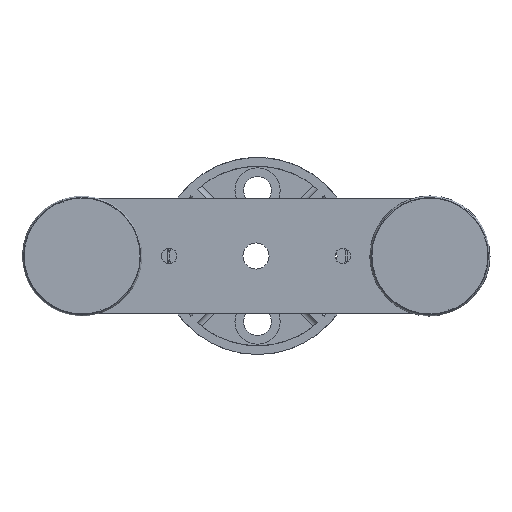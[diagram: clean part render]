
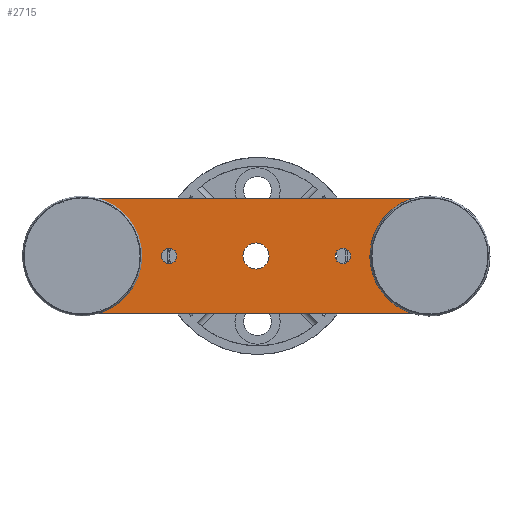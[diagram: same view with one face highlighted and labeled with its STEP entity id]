
A CAD part, front view. The second image highlights one B-rep face of the part: STEP entity #2715.
In plain terms, the highlighted planar face has unit normal (0, -1, 0).
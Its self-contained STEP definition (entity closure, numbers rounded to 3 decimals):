
#220 = EDGE_CURVE ( 'NONE', #4726, #7180, #10628, .T. ) ;
#489 = ORIENTED_EDGE ( 'NONE', *, *, #220, .F. ) ;
#593 = EDGE_CURVE ( 'NONE', #6948, #4983, #2410, .T. ) ;
#760 = CARTESIAN_POINT ( 'NONE',  ( -15., 10., 0. ) ) ;
#818 = CARTESIAN_POINT ( 'NONE',  ( -15., 10., 1.35 ) ) ;
#874 = CARTESIAN_POINT ( 'NONE',  ( -30., 10., 0. ) ) ;
#1080 = CARTESIAN_POINT ( 'NONE',  ( -30., 10., -10. ) ) ;
#1138 = DIRECTION ( 'NONE',  ( 0., 0., -1. ) ) ;
#1161 = CIRCLE ( 'NONE', #10147, 10. ) ;
#1197 = DIRECTION ( 'NONE',  ( 0., 0., -1. ) ) ;
#1269 = CIRCLE ( 'NONE', #6488, 1.35 ) ;
#1312 = DIRECTION ( 'NONE',  ( 0., 0., -1. ) ) ;
#1348 = EDGE_LOOP ( 'NONE', ( #9803, #6024 ) ) ;
#1476 = PLANE ( 'NONE',  #3376 ) ;
#1585 = CARTESIAN_POINT ( 'NONE',  ( 30., 10., -10. ) ) ;
#1610 = CIRCLE ( 'NONE', #10267, 6. ) ;
#1831 = LINE ( 'NONE', #8557, #8434 ) ;
#1879 = ORIENTED_EDGE ( 'NONE', *, *, #593, .F. ) ;
#2004 = CARTESIAN_POINT ( 'NONE',  ( 30., 10., 10. ) ) ;
#2005 = AXIS2_PLACEMENT_3D ( 'NONE', #6705, #4917, #3337 ) ;
#2052 = ORIENTED_EDGE ( 'NONE', *, *, #5958, .T. ) ;
#2058 = CARTESIAN_POINT ( 'NONE',  ( 30., 10., 0. ) ) ;
#2129 = EDGE_CURVE ( 'NONE', #2721, #9059, #6603, .T. ) ;
#2167 = DIRECTION ( 'NONE',  ( 0., -1., 0. ) ) ;
#2404 = ORIENTED_EDGE ( 'NONE', *, *, #4417, .T. ) ;
#2410 = CIRCLE ( 'NONE', #2909, 1.35 ) ;
#2564 = CARTESIAN_POINT ( 'NONE',  ( -30., 10., 10. ) ) ;
#2619 = EDGE_CURVE ( 'NONE', #6817, #3816, #5730, .T. ) ;
#2715 = ADVANCED_FACE ( 'NONE', ( #4009, #9944, #3506, #5473, #7703, #4283 ), #1476, .T. ) ;
#2721 = VERTEX_POINT ( 'NONE', #2004 ) ;
#2782 = EDGE_CURVE ( 'NONE', #5498, #6648, #3213, .T. ) ;
#2820 = DIRECTION ( 'NONE',  ( 0., -1., 0. ) ) ;
#2908 = DIRECTION ( 'NONE',  ( 0., 0., -1. ) ) ;
#2909 = AXIS2_PLACEMENT_3D ( 'NONE', #9538, #7794, #1138 ) ;
#3073 = CIRCLE ( 'NONE', #7777, 2.25 ) ;
#3140 = VERTEX_POINT ( 'NONE', #1080 ) ;
#3171 = EDGE_LOOP ( 'NONE', ( #10080, #2052 ) ) ;
#3213 = CIRCLE ( 'NONE', #3596, 6. ) ;
#3302 = DIRECTION ( 'NONE',  ( 0., 1., 0. ) ) ;
#3337 = DIRECTION ( 'NONE',  ( 0., 0., -1. ) ) ;
#3376 = AXIS2_PLACEMENT_3D ( 'NONE', #7905, #4004, #6553 ) ;
#3506 = FACE_OUTER_BOUND ( 'NONE', #6408, .T. ) ;
#3596 = AXIS2_PLACEMENT_3D ( 'NONE', #10009, #3302, #6734 ) ;
#3704 = AXIS2_PLACEMENT_3D ( 'NONE', #4969, #10201, #7720 ) ;
#3731 = CARTESIAN_POINT ( 'NONE',  ( 15., 10., 0. ) ) ;
#3816 = VERTEX_POINT ( 'NONE', #4646 ) ;
#4000 = DIRECTION ( 'NONE',  ( 0., -1., 0. ) ) ;
#4004 = DIRECTION ( 'NONE',  ( 0., -1., 0. ) ) ;
#4009 = FACE_BOUND ( 'NONE', #9311, .T. ) ;
#4065 = CIRCLE ( 'NONE', #2005, 6. ) ;
#4102 = DIRECTION ( 'NONE',  ( 0., 0., -1. ) ) ;
#4109 = CARTESIAN_POINT ( 'NONE',  ( 31.965, 10., -5.669 ) ) ;
#4283 = FACE_BOUND ( 'NONE', #9049, .T. ) ;
#4417 = EDGE_CURVE ( 'NONE', #9059, #3140, #1161, .T. ) ;
#4481 = CARTESIAN_POINT ( 'NONE',  ( 28.035, 10., 5.669 ) ) ;
#4483 = EDGE_CURVE ( 'NONE', #9831, #9011, #4065, .T. ) ;
#4586 = DIRECTION ( 'NONE',  ( 0., 0., -1. ) ) ;
#4616 = DIRECTION ( 'NONE',  ( 0., -1., 0. ) ) ;
#4634 = DIRECTION ( 'NONE',  ( 0., -1., 0. ) ) ;
#4646 = CARTESIAN_POINT ( 'NONE',  ( 15., 10., 1.35 ) ) ;
#4726 = VERTEX_POINT ( 'NONE', #6951 ) ;
#4754 = VECTOR ( 'NONE', #4867, 1000. ) ;
#4791 = AXIS2_PLACEMENT_3D ( 'NONE', #2058, #4616, #4586 ) ;
#4867 = DIRECTION ( 'NONE',  ( -1., 0., 0. ) ) ;
#4917 = DIRECTION ( 'NONE',  ( 0., -1., 0. ) ) ;
#4969 = CARTESIAN_POINT ( 'NONE',  ( 0., 10., 0. ) ) ;
#4983 = VERTEX_POINT ( 'NONE', #818 ) ;
#5201 = DIRECTION ( 'NONE',  ( 1., 0., 0. ) ) ;
#5310 = CARTESIAN_POINT ( 'NONE',  ( 0., 10., -2.25 ) ) ;
#5321 = CIRCLE ( 'NONE', #8895, 6. ) ;
#5381 = ORIENTED_EDGE ( 'NONE', *, *, #2129, .T. ) ;
#5382 = ORIENTED_EDGE ( 'NONE', *, *, #10117, .F. ) ;
#5388 = CARTESIAN_POINT ( 'NONE',  ( 30., 10., 0. ) ) ;
#5400 = CARTESIAN_POINT ( 'NONE',  ( 15., 10., 0. ) ) ;
#5473 = FACE_BOUND ( 'NONE', #10203, .T. ) ;
#5497 = ORIENTED_EDGE ( 'NONE', *, *, #4483, .F. ) ;
#5498 = VERTEX_POINT ( 'NONE', #10642 ) ;
#5642 = ORIENTED_EDGE ( 'NONE', *, *, #8690, .F. ) ;
#5660 = CARTESIAN_POINT ( 'NONE',  ( 30., 10., 10. ) ) ;
#5730 = CIRCLE ( 'NONE', #10063, 1.35 ) ;
#5751 = EDGE_CURVE ( 'NONE', #7425, #2721, #6010, .T. ) ;
#5958 = EDGE_CURVE ( 'NONE', #6648, #5498, #5321, .T. ) ;
#6010 = CIRCLE ( 'NONE', #4791, 10. ) ;
#6024 = ORIENTED_EDGE ( 'NONE', *, *, #8103, .F. ) ;
#6392 = EDGE_CURVE ( 'NONE', #4983, #6948, #7667, .T. ) ;
#6408 = EDGE_LOOP ( 'NONE', ( #5381, #2404, #8798, #10223 ) ) ;
#6488 = AXIS2_PLACEMENT_3D ( 'NONE', #5400, #2820, #7956 ) ;
#6510 = DIRECTION ( 'NONE',  ( 0., -1., 0. ) ) ;
#6530 = CARTESIAN_POINT ( 'NONE',  ( 15., 10., -1.35 ) ) ;
#6553 = DIRECTION ( 'NONE',  ( 1., 0., 0. ) ) ;
#6603 = LINE ( 'NONE', #5660, #4754 ) ;
#6648 = VERTEX_POINT ( 'NONE', #8753 ) ;
#6702 = ORIENTED_EDGE ( 'NONE', *, *, #6392, .F. ) ;
#6705 = CARTESIAN_POINT ( 'NONE',  ( 30., 10., 0. ) ) ;
#6734 = DIRECTION ( 'NONE',  ( 0., 0., -1. ) ) ;
#6817 = VERTEX_POINT ( 'NONE', #6530 ) ;
#6948 = VERTEX_POINT ( 'NONE', #8280 ) ;
#6951 = CARTESIAN_POINT ( 'NONE',  ( 0., 10., 2.25 ) ) ;
#7158 = EDGE_CURVE ( 'NONE', #3140, #7425, #1831, .T. ) ;
#7180 = VERTEX_POINT ( 'NONE', #5310 ) ;
#7425 = VERTEX_POINT ( 'NONE', #1585 ) ;
#7498 = DIRECTION ( 'NONE',  ( 0., 0., -1. ) ) ;
#7667 = CIRCLE ( 'NONE', #8706, 1.35 ) ;
#7703 = FACE_BOUND ( 'NONE', #1348, .T. ) ;
#7720 = DIRECTION ( 'NONE',  ( 0., 0., -1. ) ) ;
#7777 = AXIS2_PLACEMENT_3D ( 'NONE', #10574, #4634, #1197 ) ;
#7794 = DIRECTION ( 'NONE',  ( 0., -1., 0. ) ) ;
#7905 = CARTESIAN_POINT ( 'NONE',  ( 0., 10., 0. ) ) ;
#7956 = DIRECTION ( 'NONE',  ( 0., 0., -1. ) ) ;
#8103 = EDGE_CURVE ( 'NONE', #3816, #6817, #1269, .T. ) ;
#8280 = CARTESIAN_POINT ( 'NONE',  ( -15., 10., -1.35 ) ) ;
#8393 = DIRECTION ( 'NONE',  ( 0., 1., 0. ) ) ;
#8434 = VECTOR ( 'NONE', #5201, 1000. ) ;
#8557 = CARTESIAN_POINT ( 'NONE',  ( -30., 10., -10. ) ) ;
#8690 = EDGE_CURVE ( 'NONE', #9011, #9831, #1610, .T. ) ;
#8706 = AXIS2_PLACEMENT_3D ( 'NONE', #760, #4000, #4102 ) ;
#8753 = CARTESIAN_POINT ( 'NONE',  ( -31.965, 10., 5.669 ) ) ;
#8798 = ORIENTED_EDGE ( 'NONE', *, *, #7158, .T. ) ;
#8895 = AXIS2_PLACEMENT_3D ( 'NONE', #874, #8393, #7498 ) ;
#9011 = VERTEX_POINT ( 'NONE', #4109 ) ;
#9049 = EDGE_LOOP ( 'NONE', ( #5382, #489 ) ) ;
#9059 = VERTEX_POINT ( 'NONE', #2564 ) ;
#9074 = DIRECTION ( 'NONE',  ( 0., 0., 1. ) ) ;
#9311 = EDGE_LOOP ( 'NONE', ( #5642, #5497 ) ) ;
#9538 = CARTESIAN_POINT ( 'NONE',  ( -15., 10., 0. ) ) ;
#9803 = ORIENTED_EDGE ( 'NONE', *, *, #2619, .F. ) ;
#9831 = VERTEX_POINT ( 'NONE', #4481 ) ;
#9891 = DIRECTION ( 'NONE',  ( 0., -1., 0. ) ) ;
#9925 = CARTESIAN_POINT ( 'NONE',  ( -30., 10., 0. ) ) ;
#9944 = FACE_BOUND ( 'NONE', #3171, .T. ) ;
#10009 = CARTESIAN_POINT ( 'NONE',  ( -30., 10., 0. ) ) ;
#10063 = AXIS2_PLACEMENT_3D ( 'NONE', #3731, #6510, #2908 ) ;
#10080 = ORIENTED_EDGE ( 'NONE', *, *, #2782, .T. ) ;
#10117 = EDGE_CURVE ( 'NONE', #7180, #4726, #3073, .T. ) ;
#10147 = AXIS2_PLACEMENT_3D ( 'NONE', #9925, #9891, #9074 ) ;
#10201 = DIRECTION ( 'NONE',  ( 0., -1., 0. ) ) ;
#10203 = EDGE_LOOP ( 'NONE', ( #1879, #6702 ) ) ;
#10223 = ORIENTED_EDGE ( 'NONE', *, *, #5751, .T. ) ;
#10267 = AXIS2_PLACEMENT_3D ( 'NONE', #5388, #2167, #1312 ) ;
#10574 = CARTESIAN_POINT ( 'NONE',  ( 0., 10., 0. ) ) ;
#10628 = CIRCLE ( 'NONE', #3704, 2.25 ) ;
#10642 = CARTESIAN_POINT ( 'NONE',  ( -28.035, 10., -5.669 ) ) ;
